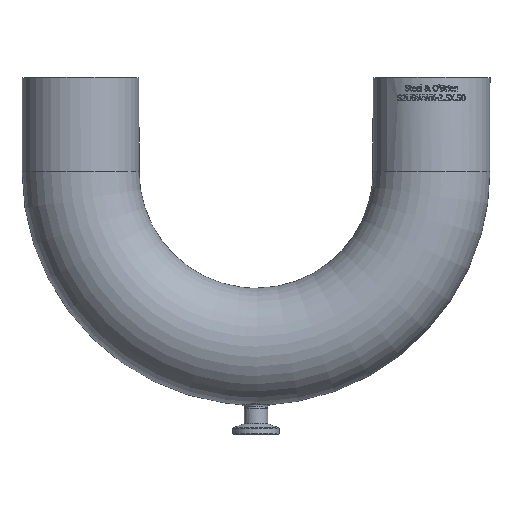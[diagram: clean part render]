
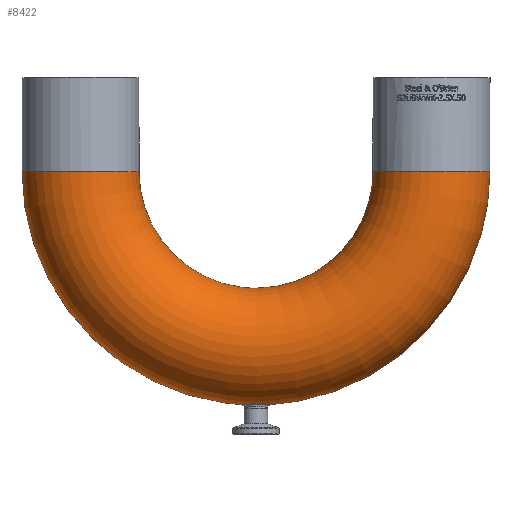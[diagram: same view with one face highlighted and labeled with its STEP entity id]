
A CAD part, top view. The second image highlights one B-rep face of the part: STEP entity #8422.
In plain terms, the highlighted toroidal (fillet/blend) face has major radius 95.25 mm and minor radius 31.75 mm.
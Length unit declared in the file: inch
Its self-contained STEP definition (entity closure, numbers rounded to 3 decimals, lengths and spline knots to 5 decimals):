
#20=TOROIDAL_SURFACE('',#8942,3.75,1.25);
#158=FACE_BOUND('',#1571,.T.);
#159=FACE_BOUND('',#1572,.T.);
#1038=FACE_OUTER_BOUND('',#1570,.T.);
#1570=EDGE_LOOP('',(#7850));
#1571=EDGE_LOOP('',(#7851));
#1572=EDGE_LOOP('',(#7852));
#1750=CIRCLE('',#8888,1.25);
#1771=CIRCLE('',#8937,1.25);
#3292=B_SPLINE_CURVE_WITH_KNOTS('',3,(#18642,#18643,#18644,#18645,#18646,
#18647,#18648,#18649,#18650,#18651,#18652,#18653,#18654,#18655,#18656,#18657,
#18658,#18659),.UNSPECIFIED.,.T.,.F.,(4,1,1,1,1,1,1,1,1,1,1,1,1,1,1,4),
(-3.00587,-2.71959,-2.43332,-2.14705,
-1.86077,-1.5745,-1.28823,-1.09738,
-0.90653,-0.71568,-0.33399,-0.14314,
0.14314,0.42941,0.71568,1.00196),
 .UNSPECIFIED.);
#4104=VERTEX_POINT('',#18438);
#4125=VERTEX_POINT('',#18508);
#4127=VERTEX_POINT('',#18621);
#5346=EDGE_CURVE('',#4104,#4104,#1750,.T.);
#5367=EDGE_CURVE('',#4125,#4125,#1771,.T.);
#5371=EDGE_CURVE('',#4127,#4127,#3292,.T.);
#7850=ORIENTED_EDGE('',*,*,#5346,.F.);
#7851=ORIENTED_EDGE('',*,*,#5367,.F.);
#7852=ORIENTED_EDGE('',*,*,#5371,.F.);
#8422=ADVANCED_FACE('',(#1038,#158,#159),#20,.T.);
#8888=AXIS2_PLACEMENT_3D('',#18439,#10408,#10409);
#8937=AXIS2_PLACEMENT_3D('',#18509,#10506,#10507);
#8942=AXIS2_PLACEMENT_3D('',#18661,#10516,#10517);
#10408=DIRECTION('center_axis',(0.,1.,0.));
#10409=DIRECTION('ref_axis',(-1.,0.,0.));
#10506=DIRECTION('center_axis',(0.,1.,0.));
#10507=DIRECTION('ref_axis',(1.,0.,0.));
#10516=DIRECTION('center_axis',(0.,0.,
1.));
#10517=DIRECTION('ref_axis',(-0.707,-0.707,0.));
#18438=CARTESIAN_POINT('',(3.75,-2.1047,-1.25));
#18439=CARTESIAN_POINT('Origin',(3.75,-2.1047,0.));
#18508=CARTESIAN_POINT('',(-2.5,-2.1047,0.));
#18509=CARTESIAN_POINT('Origin',(-3.75,-2.1047,0.));
#18621=CARTESIAN_POINT('',(0.,-7.06875,0.29762));
#18642=CARTESIAN_POINT('Ctrl Pts',(0.,-7.06874,
0.29764));
#18643=CARTESIAN_POINT('Ctrl Pts',(-0.04626,-7.06874,
0.29764));
#18644=CARTESIAN_POINT('Ctrl Pts',(-0.13877,-7.07264,
0.27718));
#18645=CARTESIAN_POINT('Ctrl Pts',(-0.24946,-7.08547,
0.19198));
#18646=CARTESIAN_POINT('Ctrl Pts',(-0.31118,-7.09556,
0.0687));
#18647=CARTESIAN_POINT('Ctrl Pts',(-0.31119,-7.09558,
-0.0687));
#18648=CARTESIAN_POINT('Ctrl Pts',(-0.24945,-7.08544,
-0.19198));
#18649=CARTESIAN_POINT('Ctrl Pts',(-0.15106,-7.07409,
-0.26768));
#18650=CARTESIAN_POINT('Ctrl Pts',(-0.0468,-7.06857,
-0.29873));
#18651=CARTESIAN_POINT('Ctrl Pts',(0.04677,-7.06855,
-0.2987));
#18652=CARTESIAN_POINT('Ctrl Pts',(0.16607,-7.07491,
-0.26336));
#18653=CARTESIAN_POINT('Ctrl Pts',(0.2599,-7.08718,-0.17922));
#18654=CARTESIAN_POINT('Ctrl Pts',(0.31113,-7.09557,
-0.05337));
#18655=CARTESIAN_POINT('Ctrl Pts',(0.31122,-7.09558,
0.06867));
#18656=CARTESIAN_POINT('Ctrl Pts',(0.24942,-7.08545,
0.19199));
#18657=CARTESIAN_POINT('Ctrl Pts',(0.13879,-7.07264,0.27717));
#18658=CARTESIAN_POINT('Ctrl Pts',(0.04626,-7.06874,
0.29764));
#18659=CARTESIAN_POINT('Ctrl Pts',(0.,-7.06874,
0.29764));
#18661=CARTESIAN_POINT('Origin',(0.,-2.1047,
0.));
